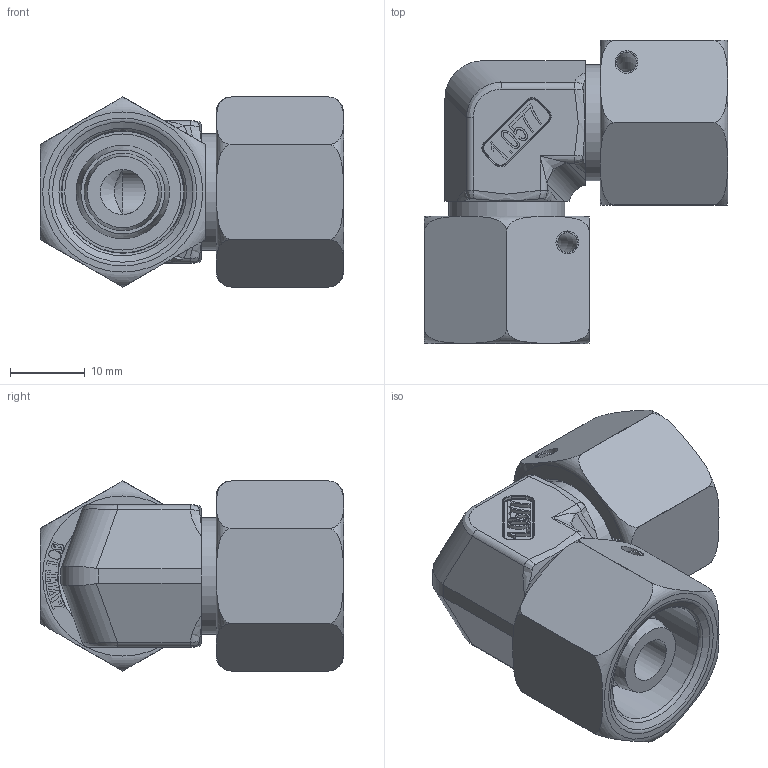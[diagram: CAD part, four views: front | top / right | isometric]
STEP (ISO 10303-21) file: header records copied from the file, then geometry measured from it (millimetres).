
FILE_DESCRIPTION(/* description */ (''),/* implementation_level */ '2;1');
FILE_NAME(/* name */ 'WKS10_TP.stp',/* time_stamp */ '2022-06-30T14:30:18+02:00',/* author */ (''),/* organization */ (''),/* preprocessor_version */ 'ST-DEVELOPER v16',/* originating_system */ 'SIEMENS PLM Software NX 10.0',/* authorisation */ '');
FILE_SCHEMA (('AP203_CONFIGURATION_CONTROLLED_3D_DESIGN_OF_MECHANICAL_PARTS_AND_ASSEMBLIES_MIM_LF { 1 0 10303 403 2 1 2}'));
Length unit declared in the file: millimetre
Products named in the file (1): jnuj183860B9a0wj
Bounding box: 40.5 x 40.5 x 25.39 mm (x, y, z)
Volume: 15174.1 mm3; surface area: 9588 mm2
Topology: 3 solids, 3 shells, 646 faces, 1710 edges, 1114 vertices
Faces by surface type: plane 465, cylinder 64, bspline 48, extrusion 37, torus 16, cone 16
Full cylindrical faces by diameter (mm): 2.65 x2, 3.045 x2, 6 x2, 15.5 x4, 16.245 x2, 16.45 x2
Entity records: 22217 total; most frequent: CARTESIAN_POINT 8225, ORIENTED_EDGE 3312, DIRECTION 2083, EDGE_CURVE 1656, VERTEX_POINT 1100, B_SPLINE_CURVE_WITH_KNOTS 968, AXIS2_PLACEMENT_3D 759, EDGE_LOOP 740
